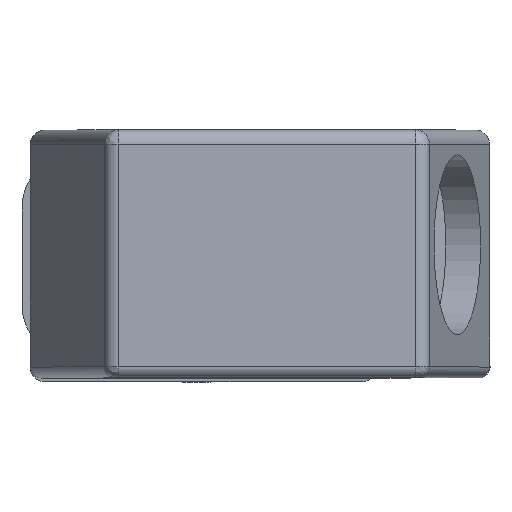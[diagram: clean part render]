
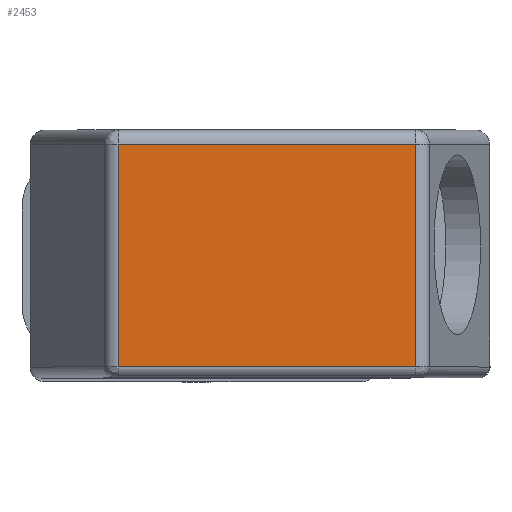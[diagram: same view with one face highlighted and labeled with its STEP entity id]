
A CAD part, top view. The second image highlights one B-rep face of the part: STEP entity #2453.
In plain terms, the highlighted planar face has unit normal (0, 0, 1).
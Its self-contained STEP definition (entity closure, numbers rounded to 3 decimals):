
#2453=ADVANCED_FACE('',(#3347),#2919,.T.);
#2919=PLANE('',#12045);
#3347=FACE_OUTER_BOUND('',#3855,.T.);
#3855=EDGE_LOOP('',(#4996,#4997,#4998,#4999));
#4996=ORIENTED_EDGE('',*,*,#8390,.T.);
#4997=ORIENTED_EDGE('',*,*,#8391,.T.);
#4998=ORIENTED_EDGE('',*,*,#8388,.T.);
#4999=ORIENTED_EDGE('',*,*,#8368,.T.);
#7329=VERTEX_POINT('',#15931);
#7334=VERTEX_POINT('',#15963);
#7346=VERTEX_POINT('',#16109);
#7347=VERTEX_POINT('',#16113);
#8368=EDGE_CURVE('',#7334,#7329,#9626,.T.);
#8388=EDGE_CURVE('',#7346,#7334,#9635,.T.);
#8390=EDGE_CURVE('',#7329,#7347,#9636,.T.);
#8391=EDGE_CURVE('',#7347,#7346,#9637,.T.);
#9626=LINE('',#15975,#10694);
#9635=LINE('',#16108,#10703);
#9636=LINE('',#16112,#10704);
#9637=LINE('',#16114,#10705);
#10694=VECTOR('',#13175,1.);
#10703=VECTOR('',#13210,1.);
#10704=VECTOR('',#13215,1.);
#10705=VECTOR('',#13216,1.);
#12045=AXIS2_PLACEMENT_3D('',#16115,#13217,#13218);
#13175=DIRECTION('',(-1.,0.,0.));
#13210=DIRECTION('',(0.,1.,0.));
#13215=DIRECTION('',(0.,-1.,0.));
#13216=DIRECTION('',(1.,0.,0.));
#13217=DIRECTION('',(0.,0.,1.));
#13218=DIRECTION('',(-1.,0.,0.));
#15931=CARTESIAN_POINT('',(-10.902,15.45,60.4));
#15963=CARTESIAN_POINT('',(30.365,15.45,60.4));
#15975=CARTESIAN_POINT('',(30.365,15.45,60.4));
#16108=CARTESIAN_POINT('',(30.365,-12.45,60.4));
#16109=CARTESIAN_POINT('',(30.365,-15.45,60.4));
#16112=CARTESIAN_POINT('',(-10.902,15.45,60.4));
#16113=CARTESIAN_POINT('',(-10.902,-15.45,60.4));
#16114=CARTESIAN_POINT('',(-10.902,-15.45,60.4));
#16115=CARTESIAN_POINT('',(34.117,17.45,60.4));
